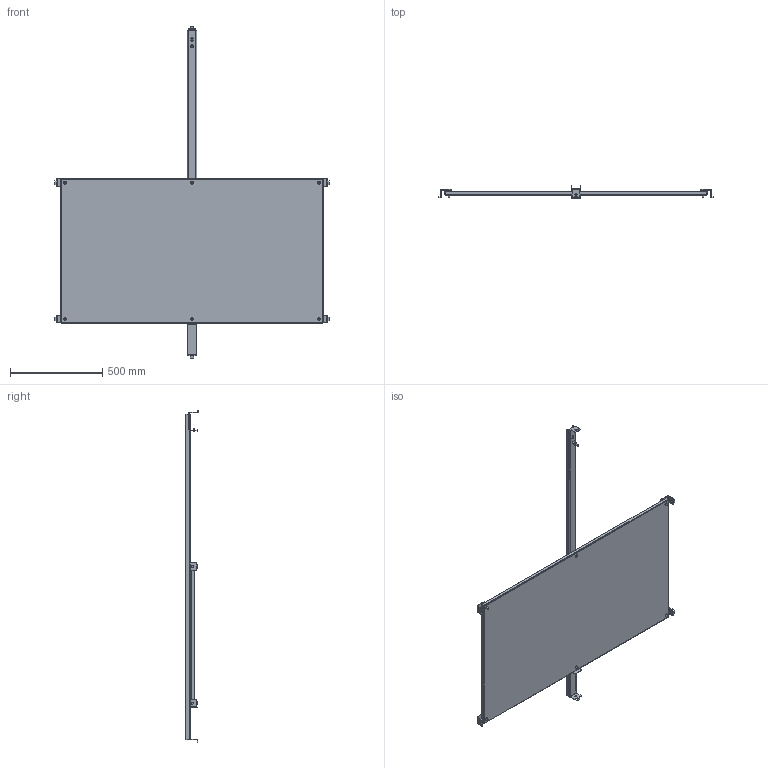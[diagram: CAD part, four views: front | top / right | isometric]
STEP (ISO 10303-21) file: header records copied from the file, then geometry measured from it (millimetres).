
FILE_DESCRIPTION (( 'STEP AP203' ), '1' );
FILE_NAME ('72ZXHWG_Default.step', '2019-09-13T18:15:22', ( '' ), ( '' ), 'SwSTEP 2.0', 'SolidWorks 2018', '' );
FILE_SCHEMA (( 'CONFIG_CONTROL_DESIGN' ));
Length unit declared in the file: inch
Products named in the file (1): 72ZXHWG_Default
Bounding box: 1487.98 x 65.86 x 1801.01 mm (x, y, z)
Volume: 3461933.7 mm3; surface area: 2778378.2 mm2
Topology: 14 solids, 14 shells, 305 faces, 707 edges, 442 vertices
Faces by surface type: plane 152, cylinder 105, bspline 36, cone 12
Entity records: 9124 total; most frequent: CARTESIAN_POINT 2103, DIRECTION 1469, ORIENTED_EDGE 1414, EDGE_CURVE 707, AXIS2_PLACEMENT_3D 528, VERTEX_POINT 442, LINE 413, VECTOR 413
